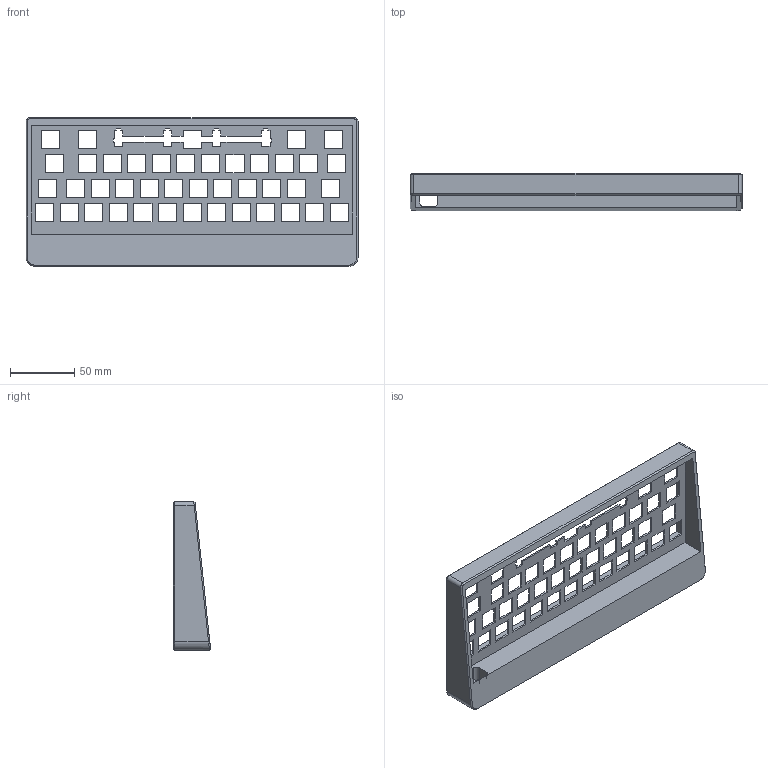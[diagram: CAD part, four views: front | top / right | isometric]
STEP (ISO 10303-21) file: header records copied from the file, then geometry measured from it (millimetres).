
FILE_DESCRIPTION(/* description */ (''),/* implementation_level */ '2;1');
FILE_NAME(/* name */ '13u Case v2.step',/* time_stamp */ '2021-08-18T19:45:14-04:00',/* author */ (''),/* organization */ (''),/* preprocessor_version */ 'ST-DEVELOPER v18.1',/* originating_system */ 'Autodesk Translation Framework v10.9.0.1377',/* authorisation */ '');
FILE_SCHEMA (('AUTOMOTIVE_DESIGN { 1 0 10303 214 3 1 1 }'));
Length unit declared in the file: millimetre
Products named in the file (1): 13u Case
Bounding box: 257.75 x 28.8 x 115.46 mm (x, y, z)
Volume: 212730 mm3; surface area: 78259.8 mm2
Topology: 1 solids, 1 shells, 290 faces, 832 edges, 546 vertices
Faces by surface type: plane 261, bspline 11, cylinder 10, cone 8
Entity records: 9667 total; most frequent: CARTESIAN_POINT 1936, ORIENTED_EDGE 1664, DIRECTION 1394, EDGE_CURVE 832, LINE 786, VECTOR 786, VERTEX_POINT 546, EDGE_LOOP 378
